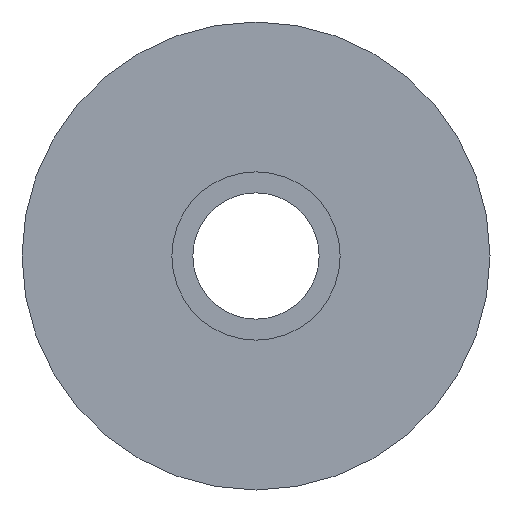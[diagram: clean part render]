
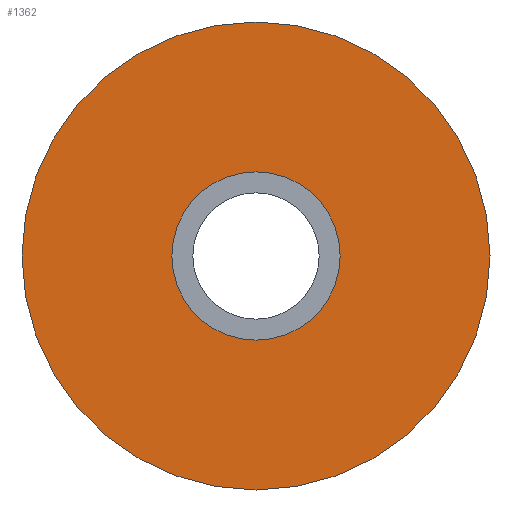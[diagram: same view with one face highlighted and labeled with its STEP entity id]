
A CAD part, front view. The second image highlights one B-rep face of the part: STEP entity #1362.
In plain terms, the highlighted planar face has unit normal (0, -1, 0).
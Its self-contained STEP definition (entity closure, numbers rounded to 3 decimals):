
#107 = VERTEX_POINT ( 'NONE', #263 ) ;
#109 = VERTEX_POINT ( 'NONE', #2157 ) ;
#124 = DIRECTION ( 'NONE',  ( 0., 0., 1. ) ) ;
#163 = AXIS2_PLACEMENT_3D ( 'NONE', #1915, #1380, #1892 ) ;
#190 = DIRECTION ( 'NONE',  ( 0., 1., 0. ) ) ;
#248 = AXIS2_PLACEMENT_3D ( 'NONE', #663, #2133, #124 ) ;
#263 = CARTESIAN_POINT ( 'NONE',  ( 0., 0., 22.25 ) ) ;
#322 = EDGE_LOOP ( 'NONE', ( #1776, #917 ) ) ;
#328 = CARTESIAN_POINT ( 'NONE',  ( 0., 0., -22.25 ) ) ;
#483 = CIRCLE ( 'NONE', #1466, 8. ) ;
#663 = CARTESIAN_POINT ( 'NONE',  ( 0., 0., 0. ) ) ;
#669 = ORIENTED_EDGE ( 'NONE', *, *, #2319, .F. ) ;
#718 = CIRCLE ( 'NONE', #163, 8. ) ;
#855 = CARTESIAN_POINT ( 'NONE',  ( 8., 0., 0. ) ) ;
#881 = FACE_OUTER_BOUND ( 'NONE', #1440, .T. ) ;
#894 = CARTESIAN_POINT ( 'NONE',  ( 0., 0., 0. ) ) ;
#917 = ORIENTED_EDGE ( 'NONE', *, *, #1524, .T. ) ;
#952 = AXIS2_PLACEMENT_3D ( 'NONE', #855, #2191, #2354 ) ;
#1212 = ORIENTED_EDGE ( 'NONE', *, *, #2087, .F. ) ;
#1274 = CARTESIAN_POINT ( 'NONE',  ( 0., 0., -8. ) ) ;
#1321 = EDGE_CURVE ( 'NONE', #109, #2378, #483, .T. ) ;
#1362 = ADVANCED_FACE ( 'NONE', ( #881, #1605 ), #1770, .F. ) ;
#1380 = DIRECTION ( 'NONE',  ( 0., 1., 0. ) ) ;
#1429 = CIRCLE ( 'NONE', #248, 22.25 ) ;
#1440 = EDGE_LOOP ( 'NONE', ( #1212, #669 ) ) ;
#1466 = AXIS2_PLACEMENT_3D ( 'NONE', #1492, #190, #1686 ) ;
#1475 = VERTEX_POINT ( 'NONE', #328 ) ;
#1492 = CARTESIAN_POINT ( 'NONE',  ( 0., 0., 0. ) ) ;
#1524 = EDGE_CURVE ( 'NONE', #2378, #109, #718, .T. ) ;
#1605 = FACE_BOUND ( 'NONE', #322, .T. ) ;
#1686 = DIRECTION ( 'NONE',  ( 0., 0., 1. ) ) ;
#1770 = PLANE ( 'NONE',  #952 ) ;
#1776 = ORIENTED_EDGE ( 'NONE', *, *, #1321, .T. ) ;
#1887 = AXIS2_PLACEMENT_3D ( 'NONE', #894, #2426, #2244 ) ;
#1892 = DIRECTION ( 'NONE',  ( 0., 0., 1. ) ) ;
#1915 = CARTESIAN_POINT ( 'NONE',  ( 0., 0., 0. ) ) ;
#1974 = CIRCLE ( 'NONE', #1887, 22.25 ) ;
#2087 = EDGE_CURVE ( 'NONE', #107, #1475, #1974, .T. ) ;
#2133 = DIRECTION ( 'NONE',  ( 0., 1., 0. ) ) ;
#2157 = CARTESIAN_POINT ( 'NONE',  ( 0., 0., 8. ) ) ;
#2191 = DIRECTION ( 'NONE',  ( 0., 1., 0. ) ) ;
#2244 = DIRECTION ( 'NONE',  ( 0., 0., 1. ) ) ;
#2319 = EDGE_CURVE ( 'NONE', #1475, #107, #1429, .T. ) ;
#2354 = DIRECTION ( 'NONE',  ( 0., 0., 1. ) ) ;
#2378 = VERTEX_POINT ( 'NONE', #1274 ) ;
#2426 = DIRECTION ( 'NONE',  ( 0., 1., 0. ) ) ;
